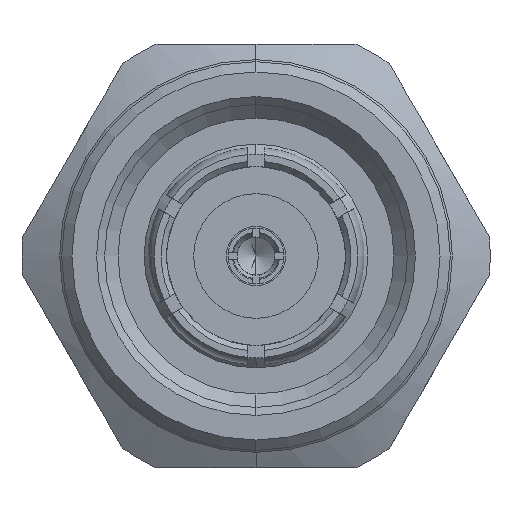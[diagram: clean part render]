
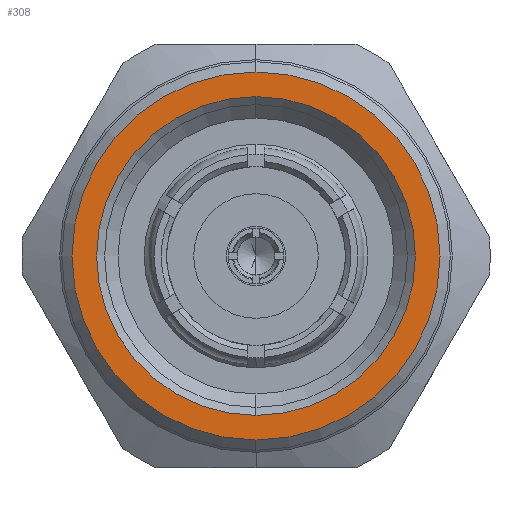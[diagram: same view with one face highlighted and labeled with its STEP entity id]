
A CAD part, left-side view. The second image highlights one B-rep face of the part: STEP entity #308.
In plain terms, the highlighted planar face has unit normal (-1, 0, 0).
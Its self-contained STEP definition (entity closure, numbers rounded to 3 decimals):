
#81 = ORIENTED_EDGE ( 'NONE', *, *, #4690, .T. ) ;
#87 = ORIENTED_EDGE ( 'NONE', *, *, #3661, .F. ) ;
#114 = PLANE ( 'NONE',  #809 ) ;
#265 = VERTEX_POINT ( 'NONE', #2498 ) ;
#308 = ADVANCED_FACE ( 'NONE', ( #1579, #4757 ), #114, .F. ) ;
#412 = AXIS2_PLACEMENT_3D ( 'NONE', #3587, #1190, #3986 ) ;
#484 = CARTESIAN_POINT ( 'NONE',  ( 0., 0., 6.871 ) ) ;
#672 = DIRECTION ( 'NONE',  ( 0., 0., -1. ) ) ;
#809 = AXIS2_PLACEMENT_3D ( 'NONE', #3697, #4268, #672 ) ;
#1190 = DIRECTION ( 'NONE',  ( -1., 0., 0. ) ) ;
#1245 = CARTESIAN_POINT ( 'NONE',  ( 0., 0., 0. ) ) ;
#1263 = ORIENTED_EDGE ( 'NONE', *, *, #5139, .F. ) ;
#1579 = FACE_BOUND ( 'NONE', #4032, .T. ) ;
#1640 = DIRECTION ( 'NONE',  ( 0., 0., 1. ) ) ;
#1764 = DIRECTION ( 'NONE',  ( -1., 0., 0. ) ) ;
#2035 = ORIENTED_EDGE ( 'NONE', *, *, #3331, .T. ) ;
#2418 = VERTEX_POINT ( 'NONE', #484 ) ;
#2423 = DIRECTION ( 'NONE',  ( -1., 0., 0. ) ) ;
#2498 = CARTESIAN_POINT ( 'NONE',  ( 0., 0., -5.95 ) ) ;
#2586 = CARTESIAN_POINT ( 'NONE',  ( 0., 0., -6.871 ) ) ;
#2821 = CARTESIAN_POINT ( 'NONE',  ( 0., 0., 5.95 ) ) ;
#3331 = EDGE_CURVE ( 'NONE', #2418, #3920, #3502, .T. ) ;
#3502 = CIRCLE ( 'NONE', #4105, 6.871 ) ;
#3587 = CARTESIAN_POINT ( 'NONE',  ( 0., 0., 0. ) ) ;
#3661 = EDGE_CURVE ( 'NONE', #265, #3702, #4241, .T. ) ;
#3697 = CARTESIAN_POINT ( 'NONE',  ( 0., 6.871, 0. ) ) ;
#3702 = VERTEX_POINT ( 'NONE', #2821 ) ;
#3787 = CIRCLE ( 'NONE', #4412, 6.871 ) ;
#3831 = EDGE_LOOP ( 'NONE', ( #81, #2035 ) ) ;
#3920 = VERTEX_POINT ( 'NONE', #2586 ) ;
#3986 = DIRECTION ( 'NONE',  ( 0., 0., 1. ) ) ;
#4028 = DIRECTION ( 'NONE',  ( -1., 0., 0. ) ) ;
#4030 = CIRCLE ( 'NONE', #4339, 5.95 ) ;
#4032 = EDGE_LOOP ( 'NONE', ( #1263, #87 ) ) ;
#4105 = AXIS2_PLACEMENT_3D ( 'NONE', #4142, #1764, #4550 ) ;
#4142 = CARTESIAN_POINT ( 'NONE',  ( 0., 0., 0. ) ) ;
#4241 = CIRCLE ( 'NONE', #412, 5.95 ) ;
#4268 = DIRECTION ( 'NONE',  ( 1., 0., 0. ) ) ;
#4339 = AXIS2_PLACEMENT_3D ( 'NONE', #1245, #4028, #1640 ) ;
#4412 = AXIS2_PLACEMENT_3D ( 'NONE', #4807, #2423, #5213 ) ;
#4550 = DIRECTION ( 'NONE',  ( 0., 0., 1. ) ) ;
#4690 = EDGE_CURVE ( 'NONE', #3920, #2418, #3787, .T. ) ;
#4757 = FACE_OUTER_BOUND ( 'NONE', #3831, .T. ) ;
#4807 = CARTESIAN_POINT ( 'NONE',  ( 0., 0., 0. ) ) ;
#5139 = EDGE_CURVE ( 'NONE', #3702, #265, #4030, .T. ) ;
#5213 = DIRECTION ( 'NONE',  ( 0., 0., 1. ) ) ;
